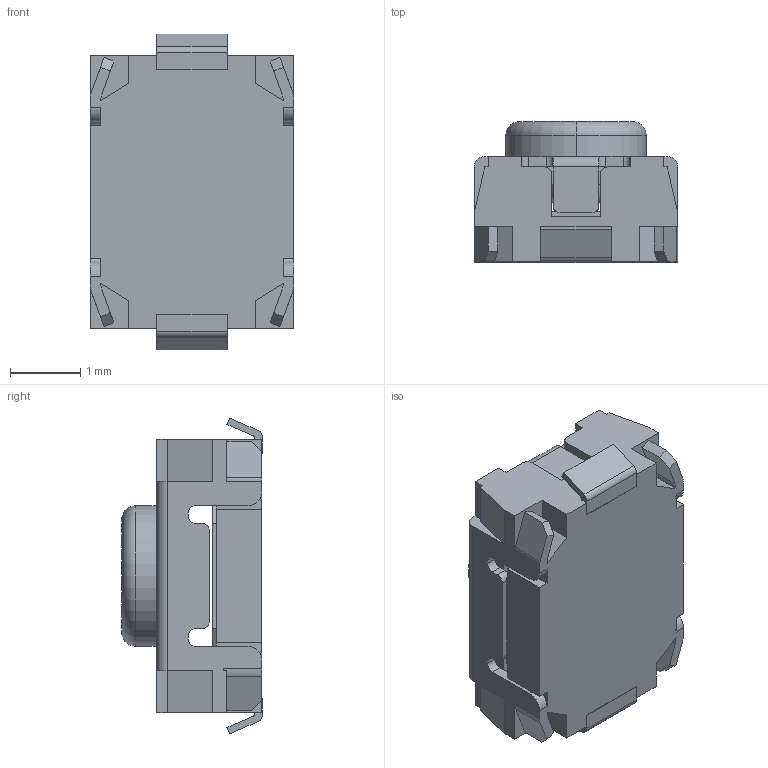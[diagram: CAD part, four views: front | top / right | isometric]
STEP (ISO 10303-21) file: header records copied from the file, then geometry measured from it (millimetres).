
FILE_DESCRIPTION((''),'2;1');
FILE_NAME('Y97MT26B5MBFP','2013-01-23T',('eric.riffaud'),(''),'PRO/ENGINEER BY PARAMETRIC TECHNOLOGY CORPORATION, 2010160','PRO/ENGINEER BY PARAMETRIC TECHNOLOGY CORPORATION, 2010160','');
FILE_SCHEMA(('CONFIG_CONTROL_DESIGN'));
Length unit declared in the file: millimetre
Products named in the file (1): Y97MT26B5MBFP
Bounding box: 2.9 x 2 x 4.5 mm (x, y, z)
Volume: 12.9 mm3; surface area: 95.1 mm2
Topology: 1 solids, 2 shells, 247 faces, 710 edges, 464 vertices
Faces by surface type: plane 181, cylinder 62, torus 4
Entity records: 8123 total; most frequent: CARTESIAN_POINT 1451, ORIENTED_EDGE 1420, DIRECTION 1335, EDGE_CURVE 710, VECTOR 571, LINE 571, VERTEX_POINT 464, AXIS2_PLACEMENT_3D 382
